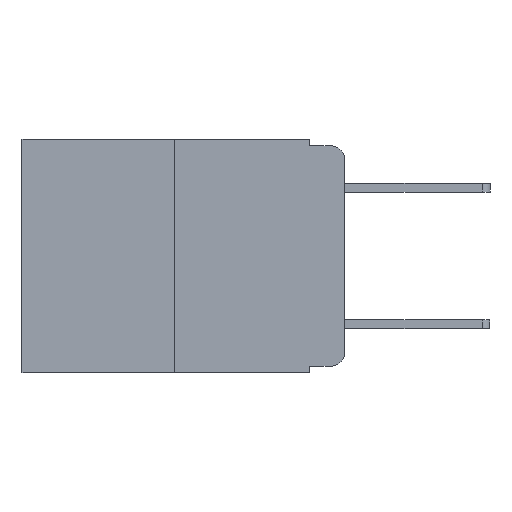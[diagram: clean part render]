
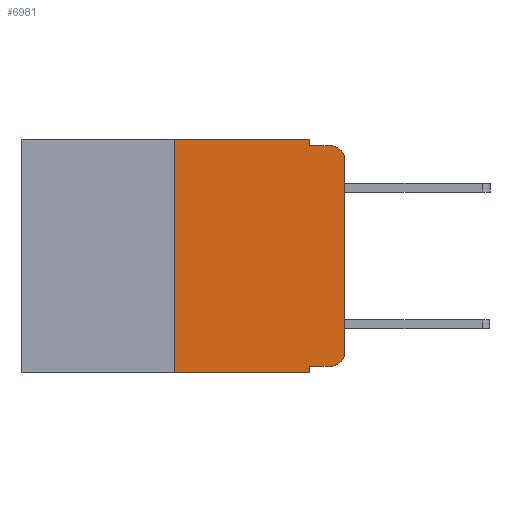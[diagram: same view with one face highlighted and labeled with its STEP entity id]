
A CAD part, left-side view. The second image highlights one B-rep face of the part: STEP entity #6981.
In plain terms, the highlighted planar face has unit normal (-1, 0, 0).
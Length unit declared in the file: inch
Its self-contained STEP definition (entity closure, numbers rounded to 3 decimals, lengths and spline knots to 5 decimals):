
#160 = LINE ( 'NONE', #4019, #3278 ) ;
#427 = VERTEX_POINT ( 'NONE', #5650 ) ;
#730 = CARTESIAN_POINT ( 'NONE',  ( 0., 0., -0.313 ) ) ;
#793 = CARTESIAN_POINT ( 'NONE',  ( 0., 0.051, 0. ) ) ;
#940 = CIRCLE ( 'NONE', #10552, 0.02 ) ;
#941 = CARTESIAN_POINT ( 'NONE',  ( 0., 0.051, -0.333 ) ) ;
#983 = ORIENTED_EDGE ( 'NONE', *, *, #11470, .F. ) ;
#1282 = DIRECTION ( 'NONE',  ( 0., 0., -1. ) ) ;
#1679 = VECTOR ( 'NONE', #8447, 39.37008 ) ;
#1714 = VERTEX_POINT ( 'NONE', #11400 ) ;
#1771 = CARTESIAN_POINT ( 'NONE',  ( 0., 0.02, -0.01 ) ) ;
#1944 = ORIENTED_EDGE ( 'NONE', *, *, #4972, .T. ) ;
#1974 = DIRECTION ( 'NONE',  ( 0., -1., 0. ) ) ;
#2030 = LINE ( 'NONE', #10068, #1679 ) ;
#2101 = VERTEX_POINT ( 'NONE', #7153 ) ;
#2114 = EDGE_CURVE ( 'NONE', #7140, #3132, #160, .T. ) ;
#2428 = LINE ( 'NONE', #5065, #4711 ) ;
#2595 = LINE ( 'NONE', #11718, #5471 ) ;
#2939 = ORIENTED_EDGE ( 'NONE', *, *, #9927, .F. ) ;
#3131 = VERTEX_POINT ( 'NONE', #730 ) ;
#3132 = VERTEX_POINT ( 'NONE', #11867 ) ;
#3278 = VECTOR ( 'NONE', #4253, 39.37008 ) ;
#3554 = DIRECTION ( 'NONE',  ( 0., -1., 0. ) ) ;
#3698 = EDGE_CURVE ( 'NONE', #1714, #5545, #6839, .T. ) ;
#3776 = LINE ( 'NONE', #941, #6331 ) ;
#4019 = CARTESIAN_POINT ( 'NONE',  ( 0., 0.25, 0. ) ) ;
#4253 = DIRECTION ( 'NONE',  ( 0., 0., 1. ) ) ;
#4341 = VERTEX_POINT ( 'NONE', #6814 ) ;
#4609 = ORIENTED_EDGE ( 'NONE', *, *, #6429, .T. ) ;
#4711 = VECTOR ( 'NONE', #10370, 39.37008 ) ;
#4810 = EDGE_CURVE ( 'NONE', #3132, #8753, #11774, .T. ) ;
#4915 = CARTESIAN_POINT ( 'NONE',  ( 0., 0.25, -0.343 ) ) ;
#4972 = EDGE_CURVE ( 'NONE', #3131, #1714, #2595, .T. ) ;
#5065 = CARTESIAN_POINT ( 'NONE',  ( 0., 0.473, -0.343 ) ) ;
#5144 = EDGE_CURVE ( 'NONE', #4341, #3131, #940, .T. ) ;
#5179 = EDGE_CURVE ( 'NONE', #7140, #9269, #2428, .T. ) ;
#5238 = CARTESIAN_POINT ( 'NONE',  ( 0., 0.051, 0. ) ) ;
#5471 = VECTOR ( 'NONE', #5625, 39.37008 ) ;
#5519 = CARTESIAN_POINT ( 'NONE',  ( 0., 0.051, -0.01 ) ) ;
#5545 = VERTEX_POINT ( 'NONE', #1771 ) ;
#5625 = DIRECTION ( 'NONE',  ( 0., 0., 1. ) ) ;
#5650 = CARTESIAN_POINT ( 'NONE',  ( 0., 0.051, -0.333 ) ) ;
#5670 = CARTESIAN_POINT ( 'NONE',  ( 0., 0.02, -0.03 ) ) ;
#5685 = DIRECTION ( 'NONE',  ( 0., 0., -1. ) ) ;
#5751 = DIRECTION ( 'NONE',  ( 0., 0., -1. ) ) ;
#5763 = DIRECTION ( 'NONE',  ( -1., 0., 0. ) ) ;
#5850 = VECTOR ( 'NONE', #3554, 39.37008 ) ;
#5895 = AXIS2_PLACEMENT_3D ( 'NONE', #7532, #10898, #5685 ) ;
#5952 = DIRECTION ( 'NONE',  ( -1., 0., 0. ) ) ;
#6252 = ORIENTED_EDGE ( 'NONE', *, *, #5144, .T. ) ;
#6331 = VECTOR ( 'NONE', #1974, 39.37008 ) ;
#6402 = VECTOR ( 'NONE', #1282, 39.37008 ) ;
#6429 = EDGE_CURVE ( 'NONE', #427, #4341, #3776, .T. ) ;
#6724 = ORIENTED_EDGE ( 'NONE', *, *, #2114, .F. ) ;
#6814 = CARTESIAN_POINT ( 'NONE',  ( 0., 0.02, -0.333 ) ) ;
#6839 = CIRCLE ( 'NONE', #10414, 0.02 ) ;
#6981 = ADVANCED_FACE ( 'NONE', ( #8692 ), #8402, .F. ) ;
#7140 = VERTEX_POINT ( 'NONE', #4915 ) ;
#7153 = CARTESIAN_POINT ( 'NONE',  ( 0., 0.051, -0.01 ) ) ;
#7532 = CARTESIAN_POINT ( 'NONE',  ( 0., 0.473, 0. ) ) ;
#8107 = ORIENTED_EDGE ( 'NONE', *, *, #5179, .T. ) ;
#8402 = PLANE ( 'NONE',  #5895 ) ;
#8420 = CARTESIAN_POINT ( 'NONE',  ( 0., 0.051, -0.343 ) ) ;
#8447 = DIRECTION ( 'NONE',  ( 0., 0., -1. ) ) ;
#8692 = FACE_OUTER_BOUND ( 'NONE', #8787, .T. ) ;
#8753 = VERTEX_POINT ( 'NONE', #793 ) ;
#8770 = LINE ( 'NONE', #5238, #6402 ) ;
#8787 = EDGE_LOOP ( 'NONE', ( #1944, #11239, #10977, #983, #12051, #6724, #8107, #2939, #4609, #6252 ) ) ;
#8978 = CARTESIAN_POINT ( 'NONE',  ( 0., 0.473, 0. ) ) ;
#9269 = VERTEX_POINT ( 'NONE', #8420 ) ;
#9543 = VECTOR ( 'NONE', #10630, 39.37008 ) ;
#9779 = EDGE_CURVE ( 'NONE', #2101, #5545, #10490, .T. ) ;
#9927 = EDGE_CURVE ( 'NONE', #427, #9269, #2030, .T. ) ;
#10068 = CARTESIAN_POINT ( 'NONE',  ( 0., 0.051, 0. ) ) ;
#10370 = DIRECTION ( 'NONE',  ( 0., -1., 0. ) ) ;
#10414 = AXIS2_PLACEMENT_3D ( 'NONE', #5670, #5763, #5751 ) ;
#10490 = LINE ( 'NONE', #5519, #5850 ) ;
#10552 = AXIS2_PLACEMENT_3D ( 'NONE', #11146, #5952, #11994 ) ;
#10630 = DIRECTION ( 'NONE',  ( 0., -1., 0. ) ) ;
#10898 = DIRECTION ( 'NONE',  ( 1., 0., 0. ) ) ;
#10977 = ORIENTED_EDGE ( 'NONE', *, *, #9779, .F. ) ;
#11146 = CARTESIAN_POINT ( 'NONE',  ( 0., 0.02, -0.313 ) ) ;
#11239 = ORIENTED_EDGE ( 'NONE', *, *, #3698, .T. ) ;
#11400 = CARTESIAN_POINT ( 'NONE',  ( 0., 0., -0.03 ) ) ;
#11470 = EDGE_CURVE ( 'NONE', #8753, #2101, #8770, .T. ) ;
#11718 = CARTESIAN_POINT ( 'NONE',  ( 0., 0., 0. ) ) ;
#11774 = LINE ( 'NONE', #8978, #9543 ) ;
#11867 = CARTESIAN_POINT ( 'NONE',  ( 0., 0.25, 0. ) ) ;
#11994 = DIRECTION ( 'NONE',  ( 0., 0., -1. ) ) ;
#12051 = ORIENTED_EDGE ( 'NONE', *, *, #4810, .F. ) ;
